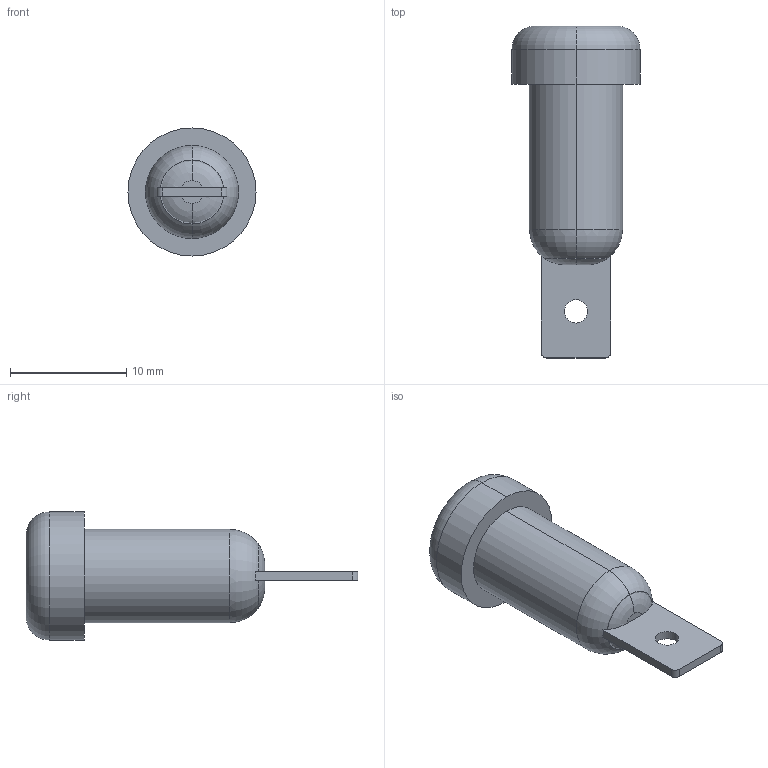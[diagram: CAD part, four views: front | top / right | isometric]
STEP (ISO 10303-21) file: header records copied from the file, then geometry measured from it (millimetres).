
FILE_DESCRIPTION (( 'STEP AP214' ), '1' );
FILE_NAME ('banana female head yellow.STEP', '2015-05-16T14:04:02', ( '' ), ( '' ), 'SwSTEP 2.0', 'SolidWorks 2014', '' );
FILE_SCHEMA (( 'AUTOMOTIVE_DESIGN' ));
Length unit declared in the file: millimetre
Products named in the file (1): banana female head yellow
Bounding box: 11 x 28.5 x 11 mm (x, y, z)
Volume: 809.7 mm3; surface area: 1136.6 mm2
Topology: 1 solids, 1 shells, 37 faces, 86 edges, 56 vertices
Faces by surface type: plane 17, cylinder 16, torus 4
Entity records: 1549 total; most frequent: CARTESIAN_POINT 222, DIRECTION 202, ORIENTED_EDGE 172, EDGE_CURVE 86, AXIS2_PLACEMENT_3D 84, VERTEX_POINT 56, CIRCLE 46, EDGE_LOOP 44
